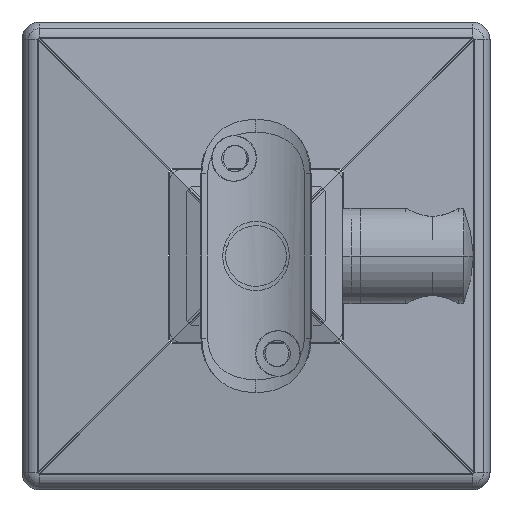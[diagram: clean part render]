
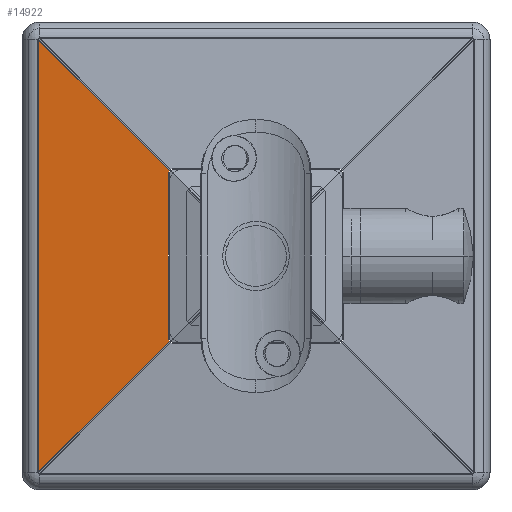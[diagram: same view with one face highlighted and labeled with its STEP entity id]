
A CAD part, front view. The second image highlights one B-rep face of the part: STEP entity #14922.
In plain terms, the highlighted face is planar.
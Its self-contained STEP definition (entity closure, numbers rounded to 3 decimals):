
#360 = CARTESIAN_POINT ( 'NONE',  ( -50., 50.354, 21.324 ) ) ;
#1432 = VECTOR ( 'NONE', #12451, 1000. ) ;
#1906 = EDGE_LOOP ( 'NONE', ( #7516, #5815, #5060, #14713, #8090, #17172 ) ) ;
#1951 = EDGE_CURVE ( 'NONE', #11343, #16215, #3142, .T. ) ;
#2417 = CARTESIAN_POINT ( 'NONE',  ( -18.75, 20.25, 24. ) ) ;
#2480 = CARTESIAN_POINT ( 'NONE',  ( 54., 20.25, 24. ) ) ;
#3007 = CARTESIAN_POINT ( 'NONE',  ( 18.75, 20.25, 24. ) ) ;
#3032 = CARTESIAN_POINT ( 'NONE',  ( 54., 20.25, 24. ) ) ;
#3142 =( BOUNDED_CURVE ( )  B_SPLINE_CURVE ( 3, ( #3007, #14863, #17801, #4448 ),
 .UNSPECIFIED., .F., .T. ) 
 B_SPLINE_CURVE_WITH_KNOTS ( ( 4, 4 ),
 ( 3.142, 3.759 ),
 .UNSPECIFIED. ) 
 CURVE ( )  GEOMETRIC_REPRESENTATION_ITEM ( )  RATIONAL_B_SPLINE_CURVE ( ( 1., 0.968, 0.968, 1. ) ) 
 REPRESENTATION_ITEM ( '' )  );
#3948 = CARTESIAN_POINT ( 'NONE',  ( 19.619, 19.973, 24.025 ) ) ;
#3967 = CARTESIAN_POINT ( 'NONE',  ( -19.064, 20.25, 24. ) ) ;
#4023 = DIRECTION ( 'NONE',  ( 0., 0.996, -0.089 ) ) ;
#4054 = VERTEX_POINT ( 'NONE', #7843 ) ;
#4064 = CARTESIAN_POINT ( 'NONE',  ( -19.363, 20.155, 24.008 ) ) ;
#4448 = CARTESIAN_POINT ( 'NONE',  ( 19.619, 19.973, 24.025 ) ) ;
#4875 = CARTESIAN_POINT ( 'NONE',  ( -20.072, 20.426, 23.984 ) ) ;
#5060 = ORIENTED_EDGE ( 'NONE', *, *, #17450, .T. ) ;
#5497 = CARTESIAN_POINT ( 'NONE',  ( -19.619, 19.973, 24.025 ) ) ;
#5555 = DIRECTION ( 'NONE',  ( 0., -0.089, -0.996 ) ) ;
#5815 = ORIENTED_EDGE ( 'NONE', *, *, #1951, .T. ) ;
#7003 = EDGE_CURVE ( 'NONE', #11343, #4054, #8839, .T. ) ;
#7516 = ORIENTED_EDGE ( 'NONE', *, *, #7003, .F. ) ;
#7749 = CARTESIAN_POINT ( 'NONE',  ( 54., 50.354, 21.324 ) ) ;
#7843 = CARTESIAN_POINT ( 'NONE',  ( -18.75, 20.25, 24. ) ) ;
#8090 = ORIENTED_EDGE ( 'NONE', *, *, #9823, .T. ) ;
#8389 = VERTEX_POINT ( 'NONE', #16167 ) ;
#8839 = LINE ( 'NONE', #3032, #10807 ) ;
#8973 = EDGE_CURVE ( 'NONE', #8389, #12382, #13802, .T. ) ;
#9144 = VERTEX_POINT ( 'NONE', #5497 ) ;
#9199 = EDGE_CURVE ( 'NONE', #9144, #4054, #12351, .T. ) ;
#9823 = EDGE_CURVE ( 'NONE', #12382, #9144, #16191, .T. ) ;
#10297 = AXIS2_PLACEMENT_3D ( 'NONE', #2480, #5555, #4023 ) ;
#10807 = VECTOR ( 'NONE', #17821, 1000. ) ;
#11343 = VERTEX_POINT ( 'NONE', #17277 ) ;
#12100 = DIRECTION ( 'NONE',  ( 0.706, -0.706, 0.063 ) ) ;
#12351 =( BOUNDED_CURVE ( )  B_SPLINE_CURVE ( 3, ( #16033, #4064, #3967, #2417 ),
 .UNSPECIFIED., .F., .T. ) 
 B_SPLINE_CURVE_WITH_KNOTS ( ( 4, 4 ),
 ( 5.666, 6.283 ),
 .UNSPECIFIED. ) 
 CURVE ( )  GEOMETRIC_REPRESENTATION_ITEM ( )  RATIONAL_B_SPLINE_CURVE ( ( 1., 0.968, 0.968, 1. ) ) 
 REPRESENTATION_ITEM ( '' )  );
#12382 = VERTEX_POINT ( 'NONE', #360 ) ;
#12451 = DIRECTION ( 'NONE',  ( -1., 0., 0. ) ) ;
#13802 = LINE ( 'NONE', #7749, #1432 ) ;
#14189 = VECTOR ( 'NONE', #12100, 1000. ) ;
#14650 = LINE ( 'NONE', #19021, #17682 ) ;
#14713 = ORIENTED_EDGE ( 'NONE', *, *, #8973, .T. ) ;
#14863 = CARTESIAN_POINT ( 'NONE',  ( 19.064, 20.25, 24. ) ) ;
#14922 = ADVANCED_FACE ( 'NONE', ( #18897 ), #17543, .F. ) ;
#16033 = CARTESIAN_POINT ( 'NONE',  ( -19.619, 19.973, 24.025 ) ) ;
#16167 = CARTESIAN_POINT ( 'NONE',  ( 50., 50.354, 21.324 ) ) ;
#16191 = LINE ( 'NONE', #4875, #14189 ) ;
#16215 = VERTEX_POINT ( 'NONE', #3948 ) ;
#17172 = ORIENTED_EDGE ( 'NONE', *, *, #9199, .T. ) ;
#17277 = CARTESIAN_POINT ( 'NONE',  ( 18.75, 20.25, 24. ) ) ;
#17450 = EDGE_CURVE ( 'NONE', #16215, #8389, #14650, .T. ) ;
#17543 = PLANE ( 'NONE',  #10297 ) ;
#17668 = DIRECTION ( 'NONE',  ( 0.706, 0.706, -0.063 ) ) ;
#17682 = VECTOR ( 'NONE', #17668, 1000. ) ;
#17801 = CARTESIAN_POINT ( 'NONE',  ( 19.363, 20.155, 24.008 ) ) ;
#17821 = DIRECTION ( 'NONE',  ( -1., 0., 0. ) ) ;
#18897 = FACE_OUTER_BOUND ( 'NONE', #1906, .T. ) ;
#19021 = CARTESIAN_POINT ( 'NONE',  ( 50.176, 50.531, 21.308 ) ) ;
